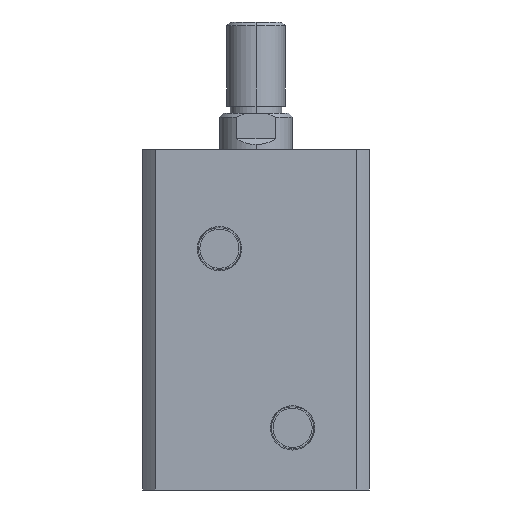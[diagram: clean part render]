
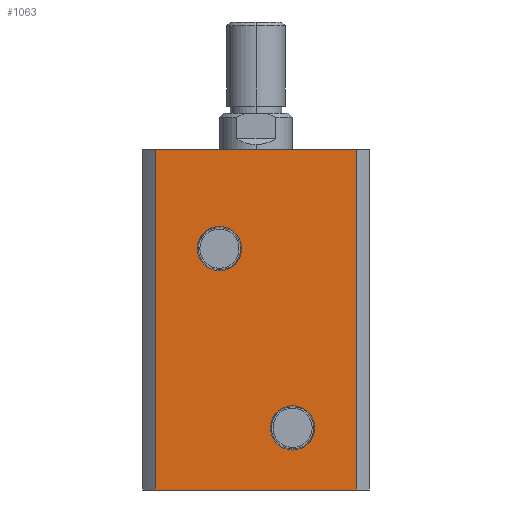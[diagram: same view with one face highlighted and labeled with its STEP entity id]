
A CAD part, left-side view. The second image highlights one B-rep face of the part: STEP entity #1063.
In plain terms, the highlighted planar face has unit normal (-1, 0, 0).
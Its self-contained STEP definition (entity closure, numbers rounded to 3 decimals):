
#216 = DIRECTION ( 'NONE',  ( 1., 0., 0. ) ) ;
#218 = CARTESIAN_POINT ( 'NONE',  ( -31., 0., 93. ) ) ;
#220 = PLANE ( 'NONE',  #1468 ) ;
#222 = DIRECTION ( 'NONE',  ( 0., 0., -1. ) ) ;
#308 = CARTESIAN_POINT ( 'NONE',  ( -31., -27.591, 0. ) ) ;
#317 = CARTESIAN_POINT ( 'NONE',  ( -31., -27.591, 93. ) ) ;
#321 = CARTESIAN_POINT ( 'NONE',  ( -31., -10., 10.94 ) ) ;
#330 = CARTESIAN_POINT ( 'NONE',  ( -31., 10., 72.06 ) ) ;
#415 = VERTEX_POINT ( 'NONE', #330 ) ;
#420 = VERTEX_POINT ( 'NONE', #321 ) ;
#424 = VERTEX_POINT ( 'NONE', #317 ) ;
#433 = VERTEX_POINT ( 'NONE', #308 ) ;
#453 = VERTEX_POINT ( 'NONE', #2614 ) ;
#459 = VERTEX_POINT ( 'NONE', #2606 ) ;
#478 = VERTEX_POINT ( 'NONE', #2581 ) ;
#503 = ORIENTED_EDGE ( 'NONE', *, *, #1350, .F. ) ;
#504 = ORIENTED_EDGE ( 'NONE', *, *, #1139, .F. ) ;
#505 = ORIENTED_EDGE ( 'NONE', *, *, #1362, .F. ) ;
#506 = ORIENTED_EDGE ( 'NONE', *, *, #1121, .F. ) ;
#507 = ORIENTED_EDGE ( 'NONE', *, *, #1361, .T. ) ;
#508 = ORIENTED_EDGE ( 'NONE', *, *, #1343, .F. ) ;
#509 = ORIENTED_EDGE ( 'NONE', *, *, #1342, .F. ) ;
#510 = ORIENTED_EDGE ( 'NONE', *, *, #1338, .T. ) ;
#1063 = ADVANCED_FACE ( 'NONE', ( #1777, #1785, #1781 ), #220, .F. ) ;
#1121 = EDGE_CURVE ( 'NONE', #420, #459, #1863, .T. ) ;
#1139 = EDGE_CURVE ( 'NONE', #2616, #415, #1889, .T. ) ;
#1338 = EDGE_CURVE ( 'NONE', #478, #453, #3259, .T. ) ;
#1342 = EDGE_CURVE ( 'NONE', #478, #424, #3265, .T. ) ;
#1343 = EDGE_CURVE ( 'NONE', #424, #433, #3266, .T. ) ;
#1350 = EDGE_CURVE ( 'NONE', #415, #2616, #3278, .T. ) ;
#1361 = EDGE_CURVE ( 'NONE', #453, #433, #3291, .T. ) ;
#1362 = EDGE_CURVE ( 'NONE', #459, #420, #3292, .T. ) ;
#1468 = AXIS2_PLACEMENT_3D ( 'NONE', #218, #216, #222 ) ;
#1617 = EDGE_LOOP ( 'NONE', ( #507, #508, #509, #510 ) ) ;
#1630 = EDGE_LOOP ( 'NONE', ( #505, #506 ) ) ;
#1635 = EDGE_LOOP ( 'NONE', ( #503, #504 ) ) ;
#1777 = FACE_BOUND ( 'NONE', #1635, .T. ) ;
#1781 = FACE_OUTER_BOUND ( 'NONE', #1617, .T. ) ;
#1785 = FACE_BOUND ( 'NONE', #1630, .T. ) ;
#1863 = CIRCLE ( 'NONE', #2105, 6.06 ) ;
#1889 = CIRCLE ( 'NONE', #2116, 6.06 ) ;
#2105 = AXIS2_PLACEMENT_3D ( 'NONE', #2426, #2427, #2428 ) ;
#2116 = AXIS2_PLACEMENT_3D ( 'NONE', #2473, #2474, #2475 ) ;
#2198 = AXIS2_PLACEMENT_3D ( 'NONE', #3517, #3518, #3519 ) ;
#2207 = AXIS2_PLACEMENT_3D ( 'NONE', #3552, #3553, #3554 ) ;
#2426 = CARTESIAN_POINT ( 'NONE',  ( -31., -10., 17. ) ) ;
#2427 = DIRECTION ( 'NONE',  ( -1., 0., 0. ) ) ;
#2428 = DIRECTION ( 'NONE',  ( 0., 0., 1. ) ) ;
#2473 = CARTESIAN_POINT ( 'NONE',  ( -31., 10., 66. ) ) ;
#2474 = DIRECTION ( 'NONE',  ( -1., 0., 0. ) ) ;
#2475 = DIRECTION ( 'NONE',  ( 0., 0., 1. ) ) ;
#2581 = CARTESIAN_POINT ( 'NONE',  ( -31., 27.591, 93. ) ) ;
#2606 = CARTESIAN_POINT ( 'NONE',  ( -31., -10., 23.06 ) ) ;
#2614 = CARTESIAN_POINT ( 'NONE',  ( -31., 27.591, 0. ) ) ;
#2616 = VERTEX_POINT ( 'NONE', #3650 ) ;
#3137 = CARTESIAN_POINT ( 'NONE',  ( -31., 27.591, 93. ) ) ;
#3138 = DIRECTION ( 'NONE',  ( 0., 0., -1. ) ) ;
#3259 = LINE ( 'NONE', #3137, #3262 ) ;
#3262 = VECTOR ( 'NONE', #3138, 1000. ) ;
#3265 = LINE ( 'NONE', #3492, #3267 ) ;
#3266 = LINE ( 'NONE', #3500, #3269 ) ;
#3267 = VECTOR ( 'NONE', #3493, 1000. ) ;
#3269 = VECTOR ( 'NONE', #3501, 1000. ) ;
#3278 = CIRCLE ( 'NONE', #2198, 6.06 ) ;
#3291 = LINE ( 'NONE', #3542, #3293 ) ;
#3292 = CIRCLE ( 'NONE', #2207, 6.06 ) ;
#3293 = VECTOR ( 'NONE', #3543, 1000. ) ;
#3492 = CARTESIAN_POINT ( 'NONE',  ( -31., 0., 93. ) ) ;
#3493 = DIRECTION ( 'NONE',  ( 0., -1., 0. ) ) ;
#3500 = CARTESIAN_POINT ( 'NONE',  ( -31., -27.591, 93. ) ) ;
#3501 = DIRECTION ( 'NONE',  ( 0., 0., -1. ) ) ;
#3517 = CARTESIAN_POINT ( 'NONE',  ( -31., 10., 66. ) ) ;
#3518 = DIRECTION ( 'NONE',  ( -1., 0., 0. ) ) ;
#3519 = DIRECTION ( 'NONE',  ( 0., 0., 1. ) ) ;
#3542 = CARTESIAN_POINT ( 'NONE',  ( -31., 0., 0. ) ) ;
#3543 = DIRECTION ( 'NONE',  ( 0., -1., 0. ) ) ;
#3552 = CARTESIAN_POINT ( 'NONE',  ( -31., -10., 17. ) ) ;
#3553 = DIRECTION ( 'NONE',  ( -1., 0., 0. ) ) ;
#3554 = DIRECTION ( 'NONE',  ( 0., 0., 1. ) ) ;
#3650 = CARTESIAN_POINT ( 'NONE',  ( -31., 10., 59.94 ) ) ;
